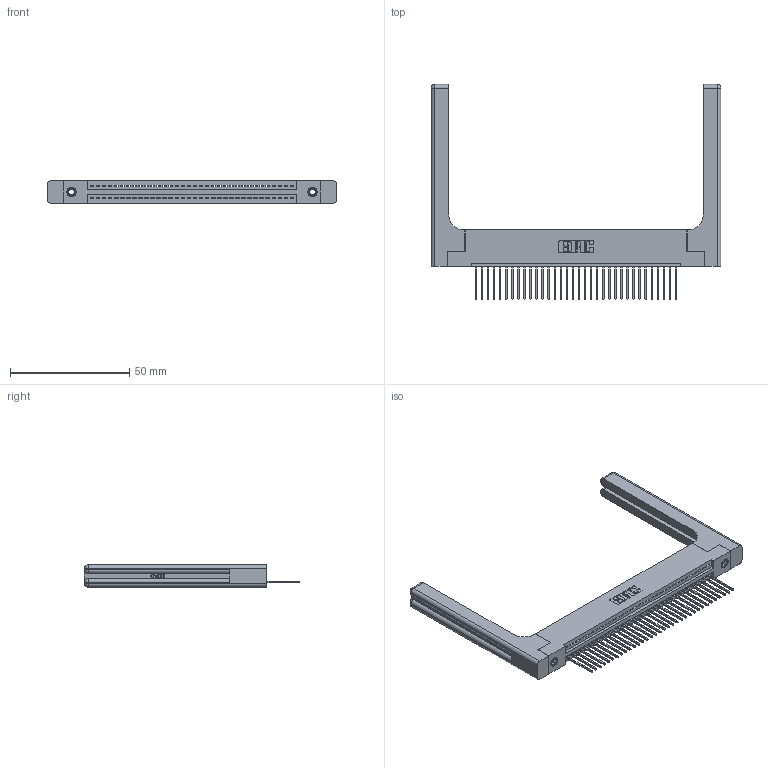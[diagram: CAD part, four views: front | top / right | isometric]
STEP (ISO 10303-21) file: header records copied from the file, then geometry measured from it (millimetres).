
FILE_DESCRIPTION (( 'STEP AP203' ), '1' );
FILE_NAME ('345-034-540-158.STEP', '2019-10-07T19:10:20', ( '' ), ( '' ), 'SwSTEP 2.0', 'SolidWorks 2016', '' );
FILE_SCHEMA (( 'CONFIG_CONTROL_DESIGN' ));
Length unit declared in the file: inch
Products named in the file (5): 345-220-058_345-220-058; 345-034-540-158; 345-292-001_345-293-140; 345-250-001_345-250-001-102; 345 Part_Flush Mounting Lugs - 0.156 Dia-TH
Assembly tree (39 placements, depth 2):
  345-034-540-158
    345 Part_Flush Mounting Lugs - 0.156 Dia-TH
    345-292-001_345-293-140  x34
    345-250-001_345-250-001-102  x2
    345-220-058_345-220-058  x2
Bounding box: 121.39 x 90.09 x 9.4 mm (x, y, z)
Volume: 20014.9 mm3; surface area: 20823.8 mm2
Topology: 39 solids, 39 shells, 2354 faces, 6991 edges, 4594 vertices
Faces by surface type: plane 1588, cylinder 706, bspline 36, cone 12, sphere 8, torus 4
Entity records: 31866 total; most frequent: CARTESIAN_POINT 6491, ORIENTED_EDGE 5256, DIRECTION 4628, EDGE_CURVE 2628, LINE 2268, VECTOR 2268, VERTEX_POINT 1742, AXIS2_PLACEMENT_3D 1180
